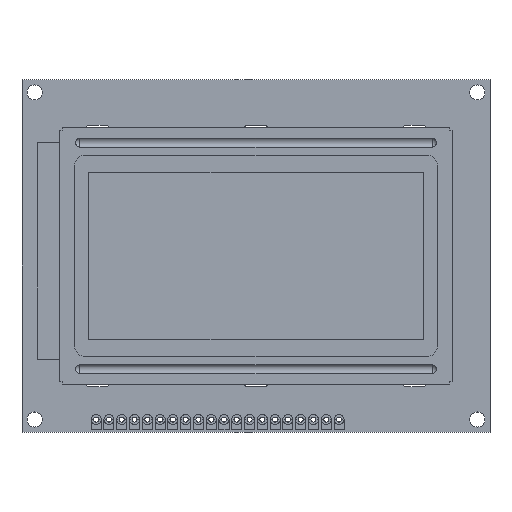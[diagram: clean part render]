
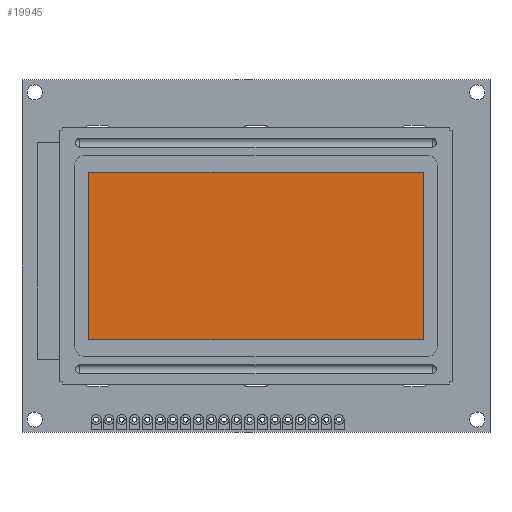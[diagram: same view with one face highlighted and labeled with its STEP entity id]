
A CAD part, top view. The second image highlights one B-rep face of the part: STEP entity #19945.
In plain terms, the highlighted planar face has unit normal (0, 0, 1).
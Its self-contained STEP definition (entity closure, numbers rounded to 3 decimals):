
#19658 = PLANE('',#19659);
#19659 = AXIS2_PLACEMENT_3D('',#19660,#19661,#19662);
#19660 = CARTESIAN_POINT('',(-33.24,-16.62,11.8));
#19661 = DIRECTION('',(1.,0.,0.));
#19662 = DIRECTION('',(0.,0.,1.));
#19684 = PLANE('',#19685);
#19685 = AXIS2_PLACEMENT_3D('',#19686,#19687,#19688);
#19686 = CARTESIAN_POINT('',(-33.24,16.62,11.8));
#19687 = DIRECTION('',(0.,1.,0.));
#19688 = DIRECTION('',(0.,0.,1.));
#19710 = PLANE('',#19711);
#19711 = AXIS2_PLACEMENT_3D('',#19712,#19713,#19714);
#19712 = CARTESIAN_POINT('',(33.28,-16.62,11.8));
#19713 = DIRECTION('',(1.,0.,0.));
#19714 = DIRECTION('',(0.,0.,1.));
#19734 = PLANE('',#19735);
#19735 = AXIS2_PLACEMENT_3D('',#19736,#19737,#19738);
#19736 = CARTESIAN_POINT('',(-33.24,-16.62,11.8));
#19737 = DIRECTION('',(0.,1.,0.));
#19738 = DIRECTION('',(0.,0.,1.));
#19749 = VERTEX_POINT('',#19750);
#19750 = CARTESIAN_POINT('',(-33.24,-16.62,12.3));
#19773 = VERTEX_POINT('',#19774);
#19774 = CARTESIAN_POINT('',(-33.24,16.62,12.3));
#19795 = EDGE_CURVE('',#19749,#19773,#19796,.T.);
#19796 = SURFACE_CURVE('',#19797,(#19801,#19808),.PCURVE_S1.);
#19797 = LINE('',#19798,#19799);
#19798 = CARTESIAN_POINT('',(-33.24,-16.62,12.3));
#19799 = VECTOR('',#19800,1.);
#19800 = DIRECTION('',(0.,1.,0.));
#19801 = PCURVE('',#19658,#19802);
#19802 = DEFINITIONAL_REPRESENTATION('',(#19803),#19807);
#19803 = LINE('',#19804,#19805);
#19804 = CARTESIAN_POINT('',(0.5,0.));
#19805 = VECTOR('',#19806,1.);
#19806 = DIRECTION('',(0.,-1.));
#19807 = ( GEOMETRIC_REPRESENTATION_CONTEXT(2) 
PARAMETRIC_REPRESENTATION_CONTEXT() REPRESENTATION_CONTEXT('2D SPACE',''
  ) );
#19808 = PCURVE('',#19809,#19814);
#19809 = PLANE('',#19810);
#19810 = AXIS2_PLACEMENT_3D('',#19811,#19812,#19813);
#19811 = CARTESIAN_POINT('',(-33.24,-16.62,12.3));
#19812 = DIRECTION('',(0.,0.,1.));
#19813 = DIRECTION('',(1.,0.,0.));
#19814 = DEFINITIONAL_REPRESENTATION('',(#19815),#19819);
#19815 = LINE('',#19816,#19817);
#19816 = CARTESIAN_POINT('',(0.,0.));
#19817 = VECTOR('',#19818,1.);
#19818 = DIRECTION('',(0.,1.));
#19819 = ( GEOMETRIC_REPRESENTATION_CONTEXT(2) 
PARAMETRIC_REPRESENTATION_CONTEXT() REPRESENTATION_CONTEXT('2D SPACE',''
  ) );
#19826 = EDGE_CURVE('',#19749,#19827,#19829,.T.);
#19827 = VERTEX_POINT('',#19828);
#19828 = CARTESIAN_POINT('',(33.28,-16.62,12.3));
#19829 = SURFACE_CURVE('',#19830,(#19834,#19841),.PCURVE_S1.);
#19830 = LINE('',#19831,#19832);
#19831 = CARTESIAN_POINT('',(-33.24,-16.62,12.3));
#19832 = VECTOR('',#19833,1.);
#19833 = DIRECTION('',(1.,0.,0.));
#19834 = PCURVE('',#19734,#19835);
#19835 = DEFINITIONAL_REPRESENTATION('',(#19836),#19840);
#19836 = LINE('',#19837,#19838);
#19837 = CARTESIAN_POINT('',(0.5,0.));
#19838 = VECTOR('',#19839,1.);
#19839 = DIRECTION('',(0.,1.));
#19840 = ( GEOMETRIC_REPRESENTATION_CONTEXT(2) 
PARAMETRIC_REPRESENTATION_CONTEXT() REPRESENTATION_CONTEXT('2D SPACE',''
  ) );
#19841 = PCURVE('',#19809,#19842);
#19842 = DEFINITIONAL_REPRESENTATION('',(#19843),#19847);
#19843 = LINE('',#19844,#19845);
#19844 = CARTESIAN_POINT('',(0.,0.));
#19845 = VECTOR('',#19846,1.);
#19846 = DIRECTION('',(1.,0.));
#19847 = ( GEOMETRIC_REPRESENTATION_CONTEXT(2) 
PARAMETRIC_REPRESENTATION_CONTEXT() REPRESENTATION_CONTEXT('2D SPACE',''
  ) );
#19876 = VERTEX_POINT('',#19877);
#19877 = CARTESIAN_POINT('',(33.28,16.62,12.3));
#19898 = EDGE_CURVE('',#19827,#19876,#19899,.T.);
#19899 = SURFACE_CURVE('',#19900,(#19904,#19911),.PCURVE_S1.);
#19900 = LINE('',#19901,#19902);
#19901 = CARTESIAN_POINT('',(33.28,-16.62,12.3));
#19902 = VECTOR('',#19903,1.);
#19903 = DIRECTION('',(0.,1.,0.));
#19904 = PCURVE('',#19710,#19905);
#19905 = DEFINITIONAL_REPRESENTATION('',(#19906),#19910);
#19906 = LINE('',#19907,#19908);
#19907 = CARTESIAN_POINT('',(0.5,0.));
#19908 = VECTOR('',#19909,1.);
#19909 = DIRECTION('',(0.,-1.));
#19910 = ( GEOMETRIC_REPRESENTATION_CONTEXT(2) 
PARAMETRIC_REPRESENTATION_CONTEXT() REPRESENTATION_CONTEXT('2D SPACE',''
  ) );
#19911 = PCURVE('',#19809,#19912);
#19912 = DEFINITIONAL_REPRESENTATION('',(#19913),#19917);
#19913 = LINE('',#19914,#19915);
#19914 = CARTESIAN_POINT('',(66.52,0.));
#19915 = VECTOR('',#19916,1.);
#19916 = DIRECTION('',(0.,1.));
#19917 = ( GEOMETRIC_REPRESENTATION_CONTEXT(2) 
PARAMETRIC_REPRESENTATION_CONTEXT() REPRESENTATION_CONTEXT('2D SPACE',''
  ) );
#19924 = EDGE_CURVE('',#19773,#19876,#19925,.T.);
#19925 = SURFACE_CURVE('',#19926,(#19930,#19937),.PCURVE_S1.);
#19926 = LINE('',#19927,#19928);
#19927 = CARTESIAN_POINT('',(-33.24,16.62,12.3));
#19928 = VECTOR('',#19929,1.);
#19929 = DIRECTION('',(1.,0.,0.));
#19930 = PCURVE('',#19684,#19931);
#19931 = DEFINITIONAL_REPRESENTATION('',(#19932),#19936);
#19932 = LINE('',#19933,#19934);
#19933 = CARTESIAN_POINT('',(0.5,0.));
#19934 = VECTOR('',#19935,1.);
#19935 = DIRECTION('',(0.,1.));
#19936 = ( GEOMETRIC_REPRESENTATION_CONTEXT(2) 
PARAMETRIC_REPRESENTATION_CONTEXT() REPRESENTATION_CONTEXT('2D SPACE',''
  ) );
#19937 = PCURVE('',#19809,#19938);
#19938 = DEFINITIONAL_REPRESENTATION('',(#19939),#19943);
#19939 = LINE('',#19940,#19941);
#19940 = CARTESIAN_POINT('',(0.,33.24));
#19941 = VECTOR('',#19942,1.);
#19942 = DIRECTION('',(1.,0.));
#19943 = ( GEOMETRIC_REPRESENTATION_CONTEXT(2) 
PARAMETRIC_REPRESENTATION_CONTEXT() REPRESENTATION_CONTEXT('2D SPACE',''
  ) );
#19945 = ADVANCED_FACE('',(#19946),#19809,.T.);
#19946 = FACE_BOUND('',#19947,.T.);
#19947 = EDGE_LOOP('',(#19948,#19949,#19950,#19951));
#19948 = ORIENTED_EDGE('',*,*,#19795,.F.);
#19949 = ORIENTED_EDGE('',*,*,#19826,.T.);
#19950 = ORIENTED_EDGE('',*,*,#19898,.T.);
#19951 = ORIENTED_EDGE('',*,*,#19924,.F.);
